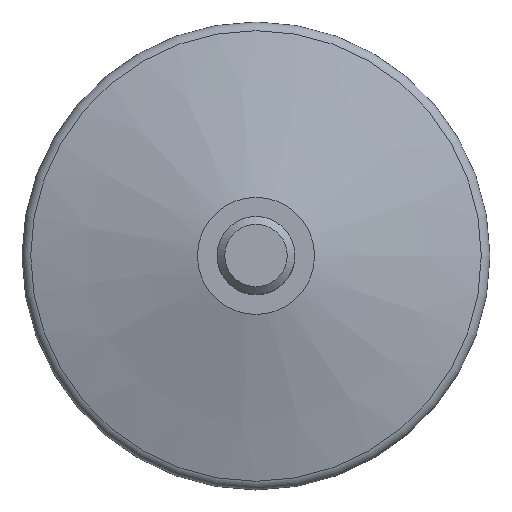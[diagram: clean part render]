
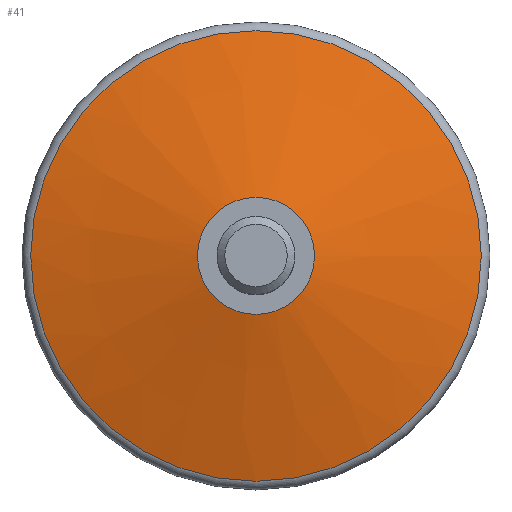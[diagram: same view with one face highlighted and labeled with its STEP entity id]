
A CAD part, top view. The second image highlights one B-rep face of the part: STEP entity #41.
In plain terms, the highlighted conical face has half-angle 75.069 degrees and reference radius 30 mm.
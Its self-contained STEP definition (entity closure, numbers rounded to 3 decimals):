
#41 = ADVANCED_FACE( '', ( #83, #84 ), #85, .T. );
#83 = FACE_OUTER_BOUND( '', #124, .T. );
#84 = FACE_BOUND( '', #125, .T. );
#85 = CONICAL_SURFACE( '', #126, 30., 1.31 );
#124 = EDGE_LOOP( '', ( #167 ) );
#125 = EDGE_LOOP( '', ( #168 ) );
#126 = AXIS2_PLACEMENT_3D( '', #169, #170, #171 );
#167 = ORIENTED_EDGE( '', *, *, #199, .T. );
#168 = ORIENTED_EDGE( '', *, *, #205, .F. );
#169 = CARTESIAN_POINT( '', ( 0., 0., 6. ) );
#170 = DIRECTION( '', ( 0., 0., -1. ) );
#171 = DIRECTION( '', ( -1., 0., 0. ) );
#199 = EDGE_CURVE( '', #218, #218, #219, .T. );
#205 = EDGE_CURVE( '', #227, #227, #228, .T. );
#218 = VERTEX_POINT( '', #243 );
#219 = CIRCLE( '', #244, 28.886 );
#227 = VERTEX_POINT( '', #252 );
#228 = CIRCLE( '', #253, 7.5 );
#243 = CARTESIAN_POINT( '', ( 28.886, 0., 6.297 ) );
#244 = AXIS2_PLACEMENT_3D( '', #268, #269, #270 );
#252 = CARTESIAN_POINT( '', ( 7.5, 0., 12. ) );
#253 = AXIS2_PLACEMENT_3D( '', #277, #278, #279 );
#268 = CARTESIAN_POINT( '', ( 0., 0., 6.297 ) );
#269 = DIRECTION( '', ( 0., 0., 1. ) );
#270 = DIRECTION( '', ( 1., 0., 0. ) );
#277 = CARTESIAN_POINT( '', ( 0., 0., 12. ) );
#278 = DIRECTION( '', ( 0., 0., 1. ) );
#279 = DIRECTION( '', ( 1., 0., 0. ) );
